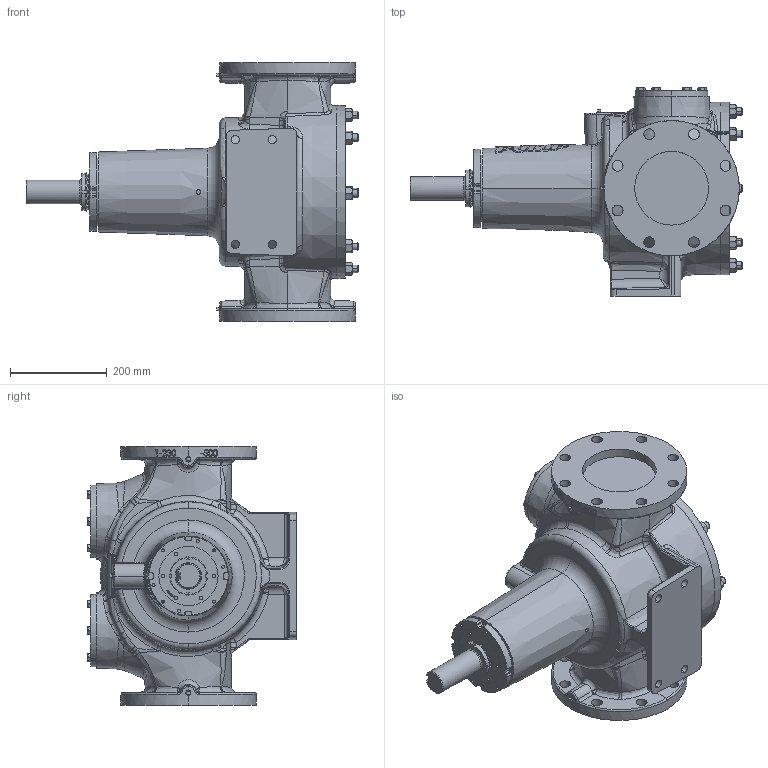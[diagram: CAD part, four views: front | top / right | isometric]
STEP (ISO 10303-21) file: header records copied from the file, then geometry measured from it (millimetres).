
FILE_DESCRIPTION (( 'STEP AP214' ), '1' );
FILE_NAME ('Q4195.STEP', '2017-02-20T22:19:25', ( '' ), ( '' ), 'SwSTEP 2.0', 'SolidWorks 2016', '' );
FILE_SCHEMA (( 'AUTOMOTIVE_DESIGN' ));
Length unit declared in the file: inch
Products named in the file (1): Q4195
Bounding box: 685.39 x 429.79 x 533.4 mm (x, y, z)
Volume: 39833402.5 mm3; surface area: 1139079.2 mm2
Topology: 1 solids, 2 shells, 1930 faces, 4869 edges, 3016 vertices
Faces by surface type: plane 757, bspline 527, cone 345, cylinder 259, torus 33, sphere 9
Entity records: 104263 total; most frequent: CARTESIAN_POINT 48846, ORIENTED_EDGE 9642, DIRECTION 7032, EDGE_CURVE 4821, VERTEX_POINT 3016, AXIS2_PLACEMENT_3D 2563, EDGE_LOOP 2091, FACE_OUTER_BOUND 1930
